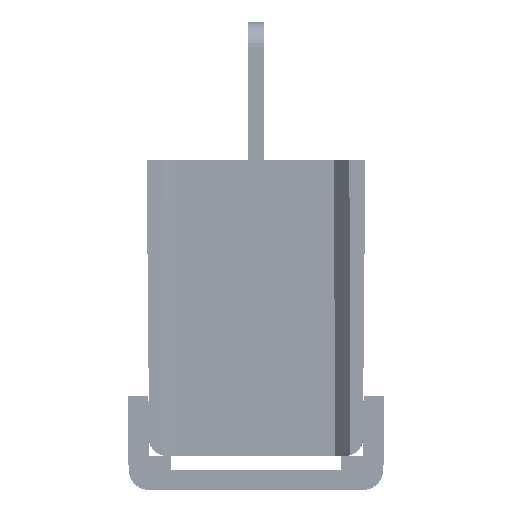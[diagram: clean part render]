
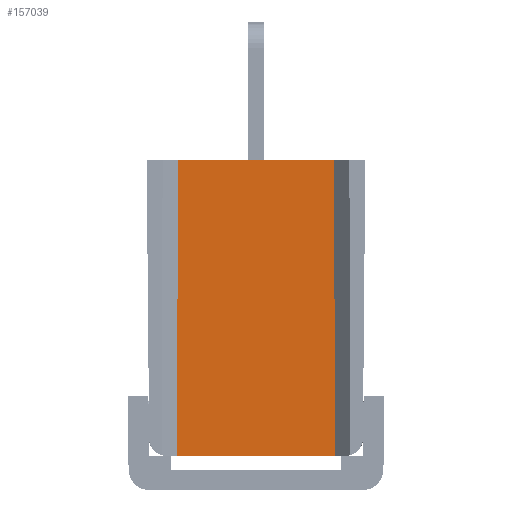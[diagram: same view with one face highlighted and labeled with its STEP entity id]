
A CAD part, front view. The second image highlights one B-rep face of the part: STEP entity #157039.
In plain terms, the highlighted planar face has unit normal (0, -1, -0.009).
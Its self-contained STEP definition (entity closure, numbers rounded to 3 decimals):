
#138595=DIRECTION('',(0.004,-0.009,1.));
#138596=VECTOR('',#138595,17.301);
#138597=CARTESIAN_POINT('',(-4.63,-185.729,-17.3));
#138598=LINE('',#138597,#138596);
#138599=DIRECTION('',(1.,0.,0.));
#138600=VECTOR('',#138599,9.132);
#138601=CARTESIAN_POINT('',(-4.566,-185.88,
0.));
#138602=LINE('',#138601,#138600);
#138603=DIRECTION('',(0.004,0.009,-1.));
#138604=VECTOR('',#138603,17.301);
#138605=CARTESIAN_POINT('',(4.566,-185.88,
0.));
#138606=LINE('',#138605,#138604);
#138607=DIRECTION('',(-1.,0.,0.));
#138608=VECTOR('',#138607,9.26);
#138609=CARTESIAN_POINT('',(4.63,-185.729,-17.3));
#138610=LINE('',#138609,#138608);
#152516=CARTESIAN_POINT('',(4.566,-185.88,
0.));
#152518=VERTEX_POINT('',#152516);
#152519=CARTESIAN_POINT('',(-4.566,-185.88,
0.));
#152521=VERTEX_POINT('',#152519);
#154235=CARTESIAN_POINT('',(-4.63,-185.729,-17.3));
#154236=VERTEX_POINT('',#154235);
#154237=CARTESIAN_POINT('',(4.63,-185.729,-17.3));
#154238=VERTEX_POINT('',#154237);
#157028=CARTESIAN_POINT('',(0.,-185.805,-8.65));
#157029=DIRECTION('',(0.,1.,0.009));
#157030=DIRECTION('',(1.,0.,0.));
#157031=AXIS2_PLACEMENT_3D('',#157028,#157029,#157030);
#157032=PLANE('',#157031);
#157033=ORIENTED_EDGE('',*,*,#156922,.T.);
#157034=ORIENTED_EDGE('',*,*,#156261,.T.);
#157035=ORIENTED_EDGE('',*,*,#157020,.T.);
#157036=ORIENTED_EDGE('',*,*,#156937,.T.);
#157037=EDGE_LOOP('',(#157033,#157034,#157035,#157036));
#157038=FACE_OUTER_BOUND('',#157037,.F.);
#156261=EDGE_CURVE('',#152521,#152518,#138602,.T.);
#156922=EDGE_CURVE('',#154236,#152521,#138598,.T.);
#156937=EDGE_CURVE('',#154238,#154236,#138610,.T.);
#157020=EDGE_CURVE('',#152518,#154238,#138606,.T.);
#157039=ADVANCED_FACE('',(#157038),#157032,.F.);
